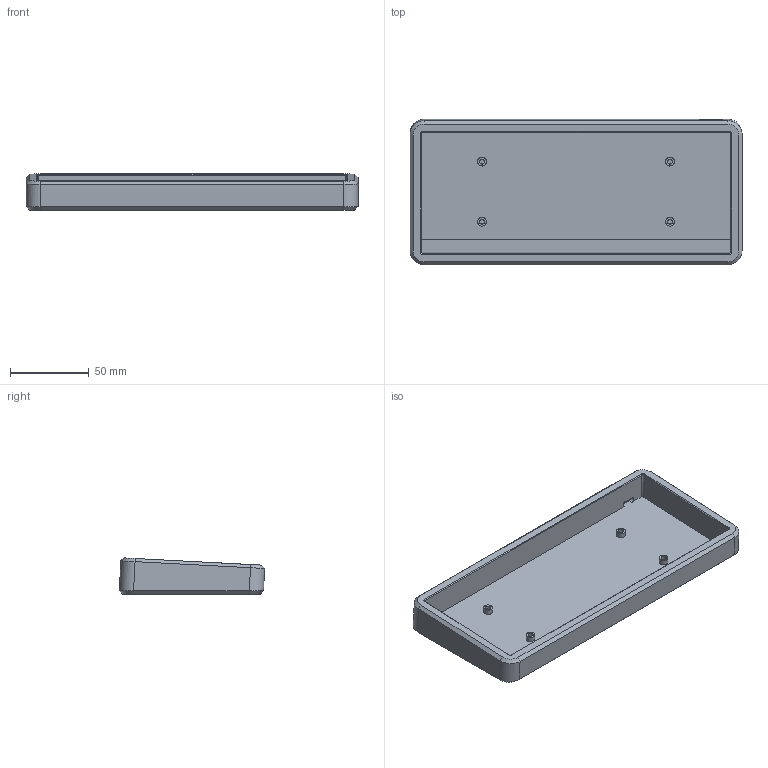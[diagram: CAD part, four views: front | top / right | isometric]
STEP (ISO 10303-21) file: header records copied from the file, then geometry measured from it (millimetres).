
FILE_DESCRIPTION(/* description */ (''),/* implementation_level */ '2;1');
FILE_NAME(/* name */ 'QAZMFR V3.step',/* time_stamp */ '2023-01-22T20:49:53-08:00',/* author */ (''),/* organization */ (''),/* preprocessor_version */ 'ST-DEVELOPER v19.2',/* originating_system */ 'Autodesk Translation Framework v11.17.0.187',/* authorisation */ '');
FILE_SCHEMA (('AUTOMOTIVE_DESIGN { 1 0 10303 214 3 1 1 }'));
Length unit declared in the file: millimetre
Products named in the file (1): QAZMFR
Bounding box: 210.26 x 92.07 x 22.92 mm (x, y, z)
Volume: 118808.2 mm3; surface area: 59153.8 mm2
Topology: 1 solids, 1 shells, 88 faces, 199 edges, 122 vertices
Faces by surface type: plane 44, cylinder 24, cone 12, bspline 8
Full cylindrical faces by diameter (mm): 3.2 x4, 5.5 x4
Entity records: 2620 total; most frequent: CARTESIAN_POINT 626, DIRECTION 401, ORIENTED_EDGE 398, EDGE_CURVE 199, AXIS2_PLACEMENT_3D 137, LINE 127, VECTOR 127, VERTEX_POINT 122
